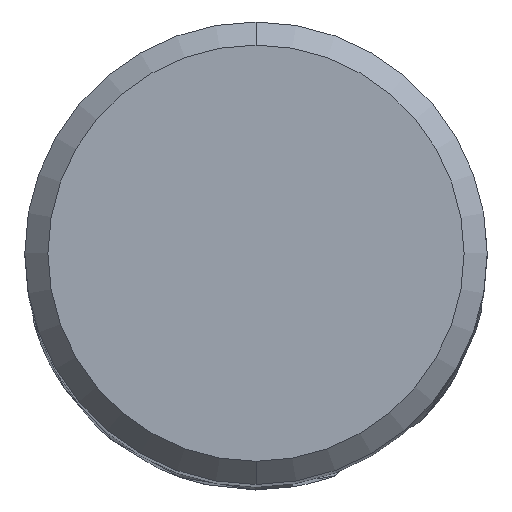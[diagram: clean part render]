
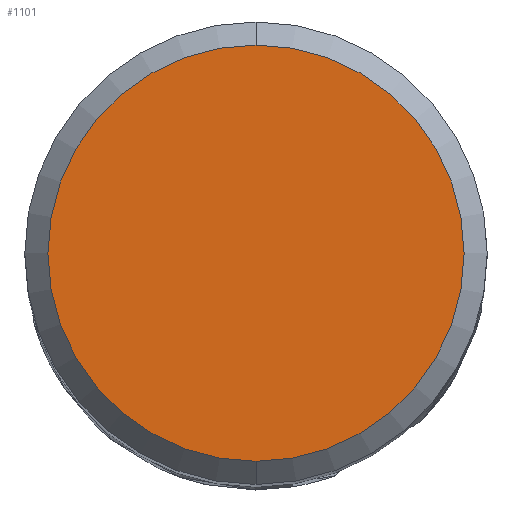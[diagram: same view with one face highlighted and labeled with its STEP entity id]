
A CAD part, top view. The second image highlights one B-rep face of the part: STEP entity #1101.
In plain terms, the highlighted planar face has unit normal (0, 0, 1).
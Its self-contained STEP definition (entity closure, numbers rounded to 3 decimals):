
#849=EDGE_CURVE('',#1055,#1217,#1909,.T.);
#1055=VERTEX_POINT('',#2131);
#1101=ADVANCED_FACE('',(#2183),#2184,.T.);
#1217=VERTEX_POINT('',#2312);
#1467=EDGE_CURVE('',#1217,#1055,#2585,.T.);
#1909=CIRCLE('',#4801,7.2);
#2131=CARTESIAN_POINT('',(0.0,7.2,0.0));
#2183=FACE_OUTER_BOUND('',#6193,.T.);
#2184=PLANE('',#6194);
#2312=CARTESIAN_POINT('',(0.,-7.2,0.0));
#2585=CIRCLE('',#7558,7.2);
#4801=AXIS2_PLACEMENT_3D('',#8394,#8395,#8396);
#6193=EDGE_LOOP('',(#8686,#8687));
#6194=AXIS2_PLACEMENT_3D('',#8688,#8689,#8690);
#7558=AXIS2_PLACEMENT_3D('',#9133,#9134,#9135);
#8394=CARTESIAN_POINT('',(0.0,0.0,0.0));
#8395=DIRECTION('',(0.0,0.0,-1.0));
#8396=DIRECTION('',(0.0,1.0,0.0));
#8686=ORIENTED_EDGE('',*,*,#849,.F.);
#8687=ORIENTED_EDGE('',*,*,#1467,.F.);
#8688=CARTESIAN_POINT('',(0.0,3.6,0.0));
#8689=DIRECTION('',(-0.0,0.0,1.0));
#8690=DIRECTION('',(0.0,-1.0,0.0));
#9133=CARTESIAN_POINT('',(0.0,0.0,0.0));
#9134=DIRECTION('',(0.0,0.0,-1.0));
#9135=DIRECTION('',(0.0,1.0,0.0));
